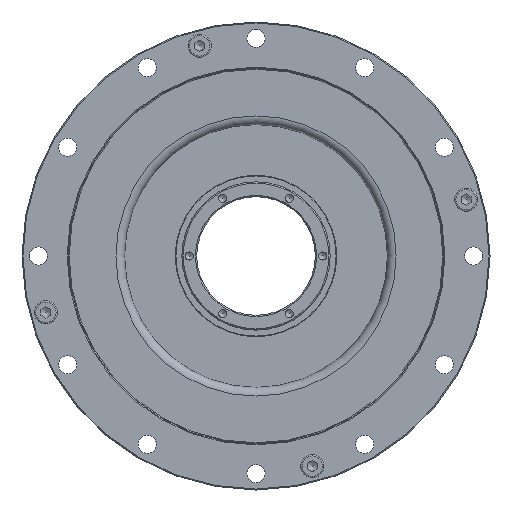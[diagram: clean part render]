
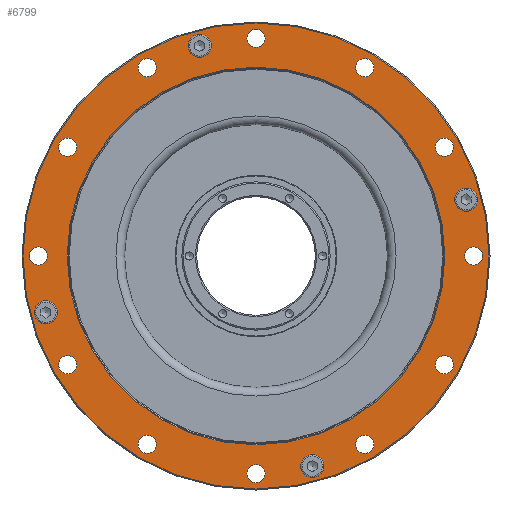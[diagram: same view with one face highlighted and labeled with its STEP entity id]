
A CAD part, left-side view. The second image highlights one B-rep face of the part: STEP entity #6799.
In plain terms, the highlighted planar face has unit normal (-1, 0, 0).
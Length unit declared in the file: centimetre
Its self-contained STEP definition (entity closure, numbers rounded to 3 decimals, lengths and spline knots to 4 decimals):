
#1851=FACE_BOUND($,#2515,.T.);
#1852=FACE_BOUND($,#2516,.T.);
#1853=FACE_BOUND($,#2517,.T.);
#1854=FACE_BOUND($,#2518,.T.);
#1855=FACE_BOUND($,#2519,.T.);
#1856=FACE_BOUND($,#2520,.T.);
#1857=FACE_BOUND($,#2521,.T.);
#1858=FACE_BOUND($,#2522,.T.);
#1859=FACE_BOUND($,#2523,.T.);
#1860=FACE_BOUND($,#2524,.T.);
#1861=FACE_BOUND($,#2525,.T.);
#1862=FACE_BOUND($,#2526,.T.);
#1863=FACE_BOUND($,#2527,.T.);
#1864=FACE_BOUND($,#2528,.T.);
#1865=FACE_BOUND($,#2529,.T.);
#1866=FACE_BOUND($,#2530,.T.);
#1867=FACE_BOUND($,#2531,.T.);
#1868=FACE_BOUND($,#2532,.T.);
#2515=EDGE_LOOP($,(#6062));
#2516=EDGE_LOOP($,(#6063));
#2517=EDGE_LOOP($,(#6064));
#2518=EDGE_LOOP($,(#6065));
#2519=EDGE_LOOP($,(#6066));
#2520=EDGE_LOOP($,(#6067));
#2521=EDGE_LOOP($,(#6068));
#2522=EDGE_LOOP($,(#6069));
#2523=EDGE_LOOP($,(#6070));
#2524=EDGE_LOOP($,(#6071));
#2525=EDGE_LOOP($,(#6072));
#2526=EDGE_LOOP($,(#6073));
#2527=EDGE_LOOP($,(#6074));
#2528=EDGE_LOOP($,(#6075));
#2529=EDGE_LOOP($,(#6076));
#2530=EDGE_LOOP($,(#6077));
#2531=EDGE_LOOP($,(#6078));
#2532=EDGE_LOOP($,(#6079));
#2917=CIRCLE($,#7315,0.35);
#2920=CIRCLE($,#7328,0.35);
#3111=CIRCLE($,#7754,0.275);
#3113=CIRCLE($,#7757,0.275);
#3115=CIRCLE($,#7760,0.275);
#3117=CIRCLE($,#7763,0.275);
#3119=CIRCLE($,#7766,0.275);
#3121=CIRCLE($,#7769,0.275);
#3123=CIRCLE($,#7772,0.275);
#3125=CIRCLE($,#7775,0.275);
#3127=CIRCLE($,#7778,0.275);
#3129=CIRCLE($,#7781,0.275);
#3131=CIRCLE($,#7784,0.275);
#3133=CIRCLE($,#7787,0.275);
#3144=CIRCLE($,#7808,5.73);
#3148=CIRCLE($,#7817,0.35);
#3149=CIRCLE($,#7818,0.35);
#3150=CIRCLE($,#7819,7.07);
#3448=VERTEX_POINT($,#10969);
#3463=VERTEX_POINT($,#11027);
#3638=VERTEX_POINT($,#11713);
#3640=VERTEX_POINT($,#11718);
#3642=VERTEX_POINT($,#11723);
#3644=VERTEX_POINT($,#11728);
#3646=VERTEX_POINT($,#11733);
#3648=VERTEX_POINT($,#11738);
#3650=VERTEX_POINT($,#11743);
#3652=VERTEX_POINT($,#11748);
#3654=VERTEX_POINT($,#11753);
#3656=VERTEX_POINT($,#11758);
#3658=VERTEX_POINT($,#11763);
#3660=VERTEX_POINT($,#11768);
#3671=VERTEX_POINT($,#11800);
#3675=VERTEX_POINT($,#11813);
#3676=VERTEX_POINT($,#11815);
#3677=VERTEX_POINT($,#11817);
#4160=EDGE_CURVE($,#3448,#3448,#2917,.T.);
#4181=EDGE_CURVE($,#3463,#3463,#2920,.T.);
#4421=EDGE_CURVE($,#3638,#3638,#3111,.T.);
#4423=EDGE_CURVE($,#3640,#3640,#3113,.T.);
#4425=EDGE_CURVE($,#3642,#3642,#3115,.T.);
#4427=EDGE_CURVE($,#3644,#3644,#3117,.T.);
#4429=EDGE_CURVE($,#3646,#3646,#3119,.T.);
#4431=EDGE_CURVE($,#3648,#3648,#3121,.T.);
#4433=EDGE_CURVE($,#3650,#3650,#3123,.T.);
#4435=EDGE_CURVE($,#3652,#3652,#3125,.T.);
#4437=EDGE_CURVE($,#3654,#3654,#3127,.T.);
#4439=EDGE_CURVE($,#3656,#3656,#3129,.T.);
#4441=EDGE_CURVE($,#3658,#3658,#3131,.T.);
#4443=EDGE_CURVE($,#3660,#3660,#3133,.T.);
#4454=EDGE_CURVE($,#3671,#3671,#3144,.T.);
#4458=EDGE_CURVE($,#3675,#3675,#3148,.T.);
#4459=EDGE_CURVE($,#3676,#3676,#3149,.T.);
#4460=EDGE_CURVE($,#3677,#3677,#3150,.T.);
#6062=ORIENTED_EDGE($,*,*,#4458,.T.);
#6063=ORIENTED_EDGE($,*,*,#4160,.T.);
#6064=ORIENTED_EDGE($,*,*,#4459,.T.);
#6065=ORIENTED_EDGE($,*,*,#4181,.T.);
#6066=ORIENTED_EDGE($,*,*,#4454,.F.);
#6067=ORIENTED_EDGE($,*,*,#4421,.T.);
#6068=ORIENTED_EDGE($,*,*,#4423,.T.);
#6069=ORIENTED_EDGE($,*,*,#4425,.T.);
#6070=ORIENTED_EDGE($,*,*,#4427,.T.);
#6071=ORIENTED_EDGE($,*,*,#4429,.T.);
#6072=ORIENTED_EDGE($,*,*,#4431,.T.);
#6073=ORIENTED_EDGE($,*,*,#4433,.T.);
#6074=ORIENTED_EDGE($,*,*,#4435,.T.);
#6075=ORIENTED_EDGE($,*,*,#4437,.T.);
#6076=ORIENTED_EDGE($,*,*,#4439,.T.);
#6077=ORIENTED_EDGE($,*,*,#4441,.T.);
#6078=ORIENTED_EDGE($,*,*,#4443,.T.);
#6079=ORIENTED_EDGE($,*,*,#4460,.F.);
#6358=PLANE($,#7816);
#6799=ADVANCED_FACE($,(#1851,#1852,#1853,#1854,#1855,#1856,#1857,#1858,
#1859,#1860,#1861,#1862,#1863,#1864,#1865,#1866,#1867,#1868),#6358,.T.);
#7315=AXIS2_PLACEMENT_3D($,#10970,#8910,#8911);
#7328=AXIS2_PLACEMENT_3D($,#11028,#8948,#8949);
#7754=AXIS2_PLACEMENT_3D($,#11714,#9831,#9832);
#7757=AXIS2_PLACEMENT_3D($,#11719,#9837,#9838);
#7760=AXIS2_PLACEMENT_3D($,#11724,#9843,#9844);
#7763=AXIS2_PLACEMENT_3D($,#11729,#9849,#9850);
#7766=AXIS2_PLACEMENT_3D($,#11734,#9855,#9856);
#7769=AXIS2_PLACEMENT_3D($,#11739,#9861,#9862);
#7772=AXIS2_PLACEMENT_3D($,#11744,#9867,#9868);
#7775=AXIS2_PLACEMENT_3D($,#11749,#9873,#9874);
#7778=AXIS2_PLACEMENT_3D($,#11754,#9879,#9880);
#7781=AXIS2_PLACEMENT_3D($,#11759,#9885,#9886);
#7784=AXIS2_PLACEMENT_3D($,#11764,#9891,#9892);
#7787=AXIS2_PLACEMENT_3D($,#11769,#9897,#9898);
#7808=AXIS2_PLACEMENT_3D($,#11801,#9939,#9940);
#7816=AXIS2_PLACEMENT_3D($,#11812,#9955,#9956);
#7817=AXIS2_PLACEMENT_3D($,#11814,#9957,#9958);
#7818=AXIS2_PLACEMENT_3D($,#11816,#9959,#9960);
#7819=AXIS2_PLACEMENT_3D($,#11818,#9961,#9962);
#8910=DIRECTION('center_axis',(1.,0.,0.));
#8911=DIRECTION('ref_axis',(0.,1.,0.));
#8948=DIRECTION('center_axis',(1.,0.,0.));
#8949=DIRECTION('ref_axis',(0.,1.,0.));
#9831=DIRECTION('center_axis',(1.,0.,0.));
#9832=DIRECTION('ref_axis',(0.,0.5,0.866));
#9837=DIRECTION('center_axis',(1.,0.,0.));
#9838=DIRECTION('ref_axis',(0.,0.866,0.5));
#9843=DIRECTION('center_axis',(1.,0.,0.));
#9844=DIRECTION('ref_axis',(0.,1.,0.));
#9849=DIRECTION('center_axis',(1.,0.,0.));
#9850=DIRECTION('ref_axis',(0.,0.866,-0.5));
#9855=DIRECTION('center_axis',(1.,0.,0.));
#9856=DIRECTION('ref_axis',(0.,0.5,-0.866));
#9861=DIRECTION('center_axis',(1.,0.,0.));
#9862=DIRECTION('ref_axis',(0.,0.,
-1.));
#9867=DIRECTION('center_axis',(1.,0.,0.));
#9868=DIRECTION('ref_axis',(0.,-0.5,-0.866));
#9873=DIRECTION('center_axis',(1.,0.,0.));
#9874=DIRECTION('ref_axis',(0.,-0.866,-0.5));
#9879=DIRECTION('center_axis',(1.,0.,0.));
#9880=DIRECTION('ref_axis',(0.,-1.,0.));
#9885=DIRECTION('center_axis',(1.,0.,0.));
#9886=DIRECTION('ref_axis',(0.,-0.866,0.5));
#9891=DIRECTION('center_axis',(1.,0.,0.));
#9892=DIRECTION('ref_axis',(0.,-0.5,0.866));
#9897=DIRECTION('center_axis',(1.,0.,0.));
#9898=DIRECTION('ref_axis',(0.,0.,
1.));
#9939=DIRECTION('center_axis',(-1.,0.,0.));
#9940=DIRECTION('ref_axis',(0.,-1.,0.));
#9955=DIRECTION('center_axis',(-1.,0.,0.));
#9956=DIRECTION('ref_axis',(0.,0.,1.));
#9957=DIRECTION('center_axis',(1.,0.,0.));
#9958=DIRECTION('ref_axis',(0.,1.,0.));
#9959=DIRECTION('center_axis',(1.,0.,0.));
#9960=DIRECTION('ref_axis',(0.,1.,0.));
#9961=DIRECTION('center_axis',(1.,0.,0.));
#9962=DIRECTION('ref_axis',(0.,-1.,0.));
#10969=CARTESIAN_POINT('',(-0.36,-6.0251,1.7082));
#10970=CARTESIAN_POINT('Origin',(-0.36,-6.3751,1.7082));
#11027=CARTESIAN_POINT('',(-0.36,2.0582,6.3751));
#11028=CARTESIAN_POINT('Origin',(-0.36,1.7082,6.3751));
#11713=CARTESIAN_POINT('',(-0.36,5.8533,-3.0618));
#11714=CARTESIAN_POINT('Origin',(-0.36,5.7158,-3.3));
#11718=CARTESIAN_POINT('',(-0.36,3.5382,-5.5783));
#11719=CARTESIAN_POINT('Origin',(-0.36,3.3,-5.7158));
#11723=CARTESIAN_POINT('',(-0.36,0.275,-6.6));
#11724=CARTESIAN_POINT('Origin',(-0.36,0.,
-6.6));
#11728=CARTESIAN_POINT('',(-0.36,-3.0618,-5.8533));
#11729=CARTESIAN_POINT('Origin',(-0.36,-3.3,-5.7158));
#11733=CARTESIAN_POINT('',(-0.36,-5.5783,-3.5382));
#11734=CARTESIAN_POINT('Origin',(-0.36,-5.7158,-3.3));
#11738=CARTESIAN_POINT('',(-0.36,-6.6,-0.275));
#11739=CARTESIAN_POINT('Origin',(-0.36,-6.6,0.));
#11743=CARTESIAN_POINT('',(-0.36,-5.8533,3.0618));
#11744=CARTESIAN_POINT('Origin',(-0.36,-5.7158,3.3));
#11748=CARTESIAN_POINT('',(-0.36,-3.5382,5.5783));
#11749=CARTESIAN_POINT('Origin',(-0.36,-3.3,5.7158));
#11753=CARTESIAN_POINT('',(-0.36,-0.275,6.6));
#11754=CARTESIAN_POINT('Origin',(-0.36,0.,
6.6));
#11758=CARTESIAN_POINT('',(-0.36,3.0618,5.8533));
#11759=CARTESIAN_POINT('Origin',(-0.36,3.3,5.7158));
#11763=CARTESIAN_POINT('',(-0.36,5.5783,3.5382));
#11764=CARTESIAN_POINT('Origin',(-0.36,5.7158,3.3));
#11768=CARTESIAN_POINT('',(-0.36,6.6,0.275));
#11769=CARTESIAN_POINT('Origin',(-0.36,6.6,0.));
#11800=CARTESIAN_POINT('',(-0.36,5.73,0.));
#11801=CARTESIAN_POINT('Origin',(-0.36,0.,
0.));
#11812=CARTESIAN_POINT('Origin',(-0.36,7.1,0.));
#11813=CARTESIAN_POINT('',(-0.36,6.7251,-1.7082));
#11814=CARTESIAN_POINT('Origin',(-0.36,6.3751,-1.7082));
#11815=CARTESIAN_POINT('',(-0.36,-1.3582,-6.3751));
#11816=CARTESIAN_POINT('Origin',(-0.36,-1.7082,-6.3751));
#11817=CARTESIAN_POINT('',(-0.36,7.07,0.));
#11818=CARTESIAN_POINT('Origin',(-0.36,0.,
0.));
